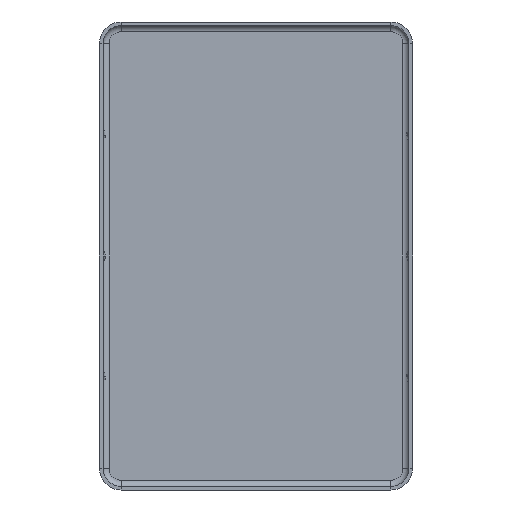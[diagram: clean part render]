
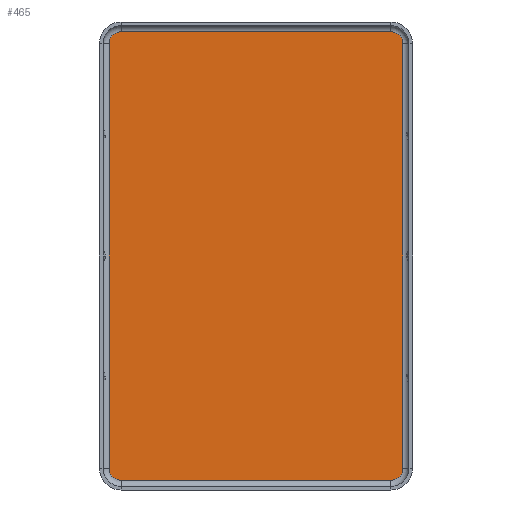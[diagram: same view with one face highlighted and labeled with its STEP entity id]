
A CAD part, front view. The second image highlights one B-rep face of the part: STEP entity #465.
In plain terms, the highlighted planar face has unit normal (0, -1, 0).
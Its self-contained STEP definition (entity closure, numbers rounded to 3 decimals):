
#21 = CARTESIAN_POINT ( 'NONE',  ( 12.15, 0., 17.55 ) ) ;
#31 = CARTESIAN_POINT ( 'NONE',  ( 11.15, 0., 18.55 ) ) ;
#38 = LINE ( 'NONE', #1734, #1168 ) ;
#81 = ORIENTED_EDGE ( 'NONE', *, *, #1319, .F. ) ;
#87 = DIRECTION ( 'NONE',  ( 0., 0., -1. ) ) ;
#97 = DIRECTION ( 'NONE',  ( 0., 0., 1. ) ) ;
#225 = AXIS2_PLACEMENT_3D ( 'NONE', #1819, #1172, #1597 ) ;
#245 = DIRECTION ( 'NONE',  ( -1., 0., 0. ) ) ;
#306 = EDGE_CURVE ( 'NONE', #1245, #1451, #1796, .T. ) ;
#333 = AXIS2_PLACEMENT_3D ( 'NONE', #877, #1696, #1011 ) ;
#396 = EDGE_CURVE ( 'NONE', #1174, #1451, #397, .T. ) ;
#397 = LINE ( 'NONE', #665, #937 ) ;
#404 = CARTESIAN_POINT ( 'NONE',  ( -12.15, 0., 17.55 ) ) ;
#407 = VERTEX_POINT ( 'NONE', #404 ) ;
#431 = CIRCLE ( 'NONE', #1120, 1. ) ;
#465 = ADVANCED_FACE ( 'NONE', ( #1585 ), #1716, .T. ) ;
#481 = CIRCLE ( 'NONE', #1082, 1. ) ;
#525 = LINE ( 'NONE', #847, #1002 ) ;
#550 = DIRECTION ( 'NONE',  ( 0., 0., -1. ) ) ;
#561 = DIRECTION ( 'NONE',  ( 0., 1., 0. ) ) ;
#563 = VERTEX_POINT ( 'NONE', #21 ) ;
#572 = EDGE_CURVE ( 'NONE', #563, #1307, #481, .T. ) ;
#665 = CARTESIAN_POINT ( 'NONE',  ( 11.15, 0., -18.55 ) ) ;
#670 = EDGE_CURVE ( 'NONE', #563, #1662, #38, .T. ) ;
#732 = ORIENTED_EDGE ( 'NONE', *, *, #736, .T. ) ;
#736 = EDGE_CURVE ( 'NONE', #1307, #1569, #795, .T. ) ;
#783 = CARTESIAN_POINT ( 'NONE',  ( 11.15, 0., 17.55 ) ) ;
#795 = LINE ( 'NONE', #1113, #827 ) ;
#827 = VECTOR ( 'NONE', #245, 1000. ) ;
#846 = DIRECTION ( 'NONE',  ( 0., -1., 0. ) ) ;
#847 = CARTESIAN_POINT ( 'NONE',  ( -12.15, 0., 0. ) ) ;
#877 = CARTESIAN_POINT ( 'NONE',  ( 11.15, 0., -17.55 ) ) ;
#900 = DIRECTION ( 'NONE',  ( 0., -1., 0. ) ) ;
#937 = VECTOR ( 'NONE', #972, 1000. ) ;
#972 = DIRECTION ( 'NONE',  ( -1., 0., 0. ) ) ;
#1002 = VECTOR ( 'NONE', #550, 1000. ) ;
#1011 = DIRECTION ( 'NONE',  ( 0., 0., -1. ) ) ;
#1082 = AXIS2_PLACEMENT_3D ( 'NONE', #783, #900, #1621 ) ;
#1110 = ORIENTED_EDGE ( 'NONE', *, *, #306, .T. ) ;
#1113 = CARTESIAN_POINT ( 'NONE',  ( 11.15, 0., 18.55 ) ) ;
#1120 = AXIS2_PLACEMENT_3D ( 'NONE', #1480, #561, #87 ) ;
#1168 = VECTOR ( 'NONE', #1762, 1000. ) ;
#1172 = DIRECTION ( 'NONE',  ( 0., 1., 0. ) ) ;
#1174 = VERTEX_POINT ( 'NONE', #1812 ) ;
#1245 = VERTEX_POINT ( 'NONE', #1782 ) ;
#1269 = ORIENTED_EDGE ( 'NONE', *, *, #670, .F. ) ;
#1298 = CARTESIAN_POINT ( 'NONE',  ( 12.15, 0., -17.55 ) ) ;
#1307 = VERTEX_POINT ( 'NONE', #31 ) ;
#1319 = EDGE_CURVE ( 'NONE', #1662, #1174, #1354, .T. ) ;
#1327 = CARTESIAN_POINT ( 'NONE',  ( -11.15, 0., -18.55 ) ) ;
#1334 = ORIENTED_EDGE ( 'NONE', *, *, #1502, .F. ) ;
#1354 = CIRCLE ( 'NONE', #225, 1. ) ;
#1365 = EDGE_LOOP ( 'NONE', ( #1654, #81, #1269, #1655, #732, #1334, #1489, #1110 ) ) ;
#1451 = VERTEX_POINT ( 'NONE', #1327 ) ;
#1480 = CARTESIAN_POINT ( 'NONE',  ( -11.15, 0., 17.55 ) ) ;
#1489 = ORIENTED_EDGE ( 'NONE', *, *, #1505, .T. ) ;
#1502 = EDGE_CURVE ( 'NONE', #407, #1569, #431, .T. ) ;
#1505 = EDGE_CURVE ( 'NONE', #407, #1245, #525, .T. ) ;
#1516 = CARTESIAN_POINT ( 'NONE',  ( -11.15, 0., -17.55 ) ) ;
#1538 = CARTESIAN_POINT ( 'NONE',  ( -11.15, 0., 18.55 ) ) ;
#1569 = VERTEX_POINT ( 'NONE', #1538 ) ;
#1585 = FACE_OUTER_BOUND ( 'NONE', #1365, .T. ) ;
#1597 = DIRECTION ( 'NONE',  ( 0., 0., 1. ) ) ;
#1621 = DIRECTION ( 'NONE',  ( 0., 0., -1. ) ) ;
#1654 = ORIENTED_EDGE ( 'NONE', *, *, #396, .F. ) ;
#1655 = ORIENTED_EDGE ( 'NONE', *, *, #572, .T. ) ;
#1662 = VERTEX_POINT ( 'NONE', #1298 ) ;
#1696 = DIRECTION ( 'NONE',  ( 0., -1., 0. ) ) ;
#1699 = AXIS2_PLACEMENT_3D ( 'NONE', #1516, #846, #97 ) ;
#1716 = PLANE ( 'NONE',  #333 ) ;
#1734 = CARTESIAN_POINT ( 'NONE',  ( 12.15, 0., 0. ) ) ;
#1762 = DIRECTION ( 'NONE',  ( 0., 0., -1. ) ) ;
#1782 = CARTESIAN_POINT ( 'NONE',  ( -12.15, 0., -17.55 ) ) ;
#1796 = CIRCLE ( 'NONE', #1699, 1. ) ;
#1812 = CARTESIAN_POINT ( 'NONE',  ( 11.15, 0., -18.55 ) ) ;
#1819 = CARTESIAN_POINT ( 'NONE',  ( 11.15, 0., -17.55 ) ) ;
